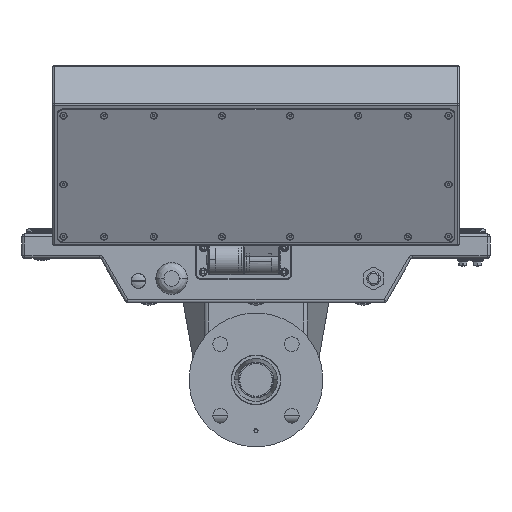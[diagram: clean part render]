
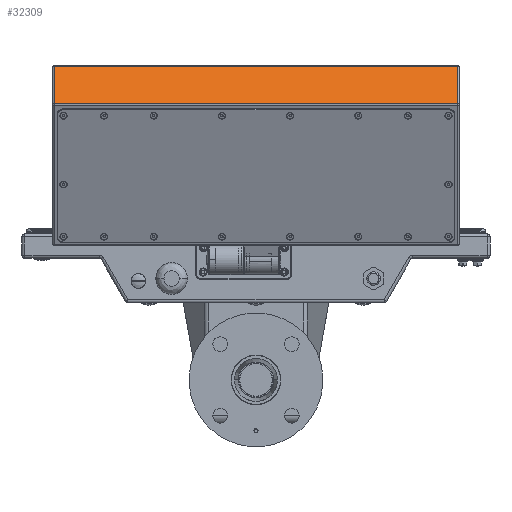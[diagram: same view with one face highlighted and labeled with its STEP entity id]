
A CAD part, front view. The second image highlights one B-rep face of the part: STEP entity #32309.
In plain terms, the highlighted planar face has unit normal (0, -0.848, 0.53).
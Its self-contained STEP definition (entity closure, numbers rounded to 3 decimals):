
#20982=DIRECTION('',(0.,0.53,0.848));
#20983=VECTOR('',#20982,53.942);
#20984=CARTESIAN_POINT('',(248.3,-429.142,154.303));
#20985=LINE('',#20984,#20983);
#21005=DIRECTION('',(1.,0.,0.));
#21006=VECTOR('',#21005,496.6);
#21007=CARTESIAN_POINT('',(-248.3,-429.142,154.303));
#21008=LINE('',#21007,#21006);
#21898=DIRECTION('',(-1.,0.,0.));
#21899=VECTOR('',#21898,496.6);
#21900=CARTESIAN_POINT('',(248.3,-400.557,200.048));
#21901=LINE('',#21900,#21899);
#22328=DIRECTION('',(0.,-0.53,-0.848));
#22329=VECTOR('',#22328,53.942);
#22330=CARTESIAN_POINT('',(-248.3,-400.557,200.048));
#22331=LINE('',#22330,#22329);
#28508=CARTESIAN_POINT('',(248.3,-429.142,154.303));
#28509=VERTEX_POINT('',#28508);
#28510=CARTESIAN_POINT('',(248.3,-400.557,200.048));
#28511=VERTEX_POINT('',#28510);
#28516=CARTESIAN_POINT('',(-248.3,-429.142,154.303));
#28517=VERTEX_POINT('',#28516);
#28540=CARTESIAN_POINT('',(-248.3,-400.557,200.048));
#28541=VERTEX_POINT('',#28540);
#32297=CARTESIAN_POINT('',(-250.8,-398.117,203.953));
#32298=DIRECTION('',(0.,-0.848,0.53));
#32299=DIRECTION('',(0.,-0.53,-0.848));
#32300=AXIS2_PLACEMENT_3D('',#32297,#32298,#32299);
#32301=PLANE('',#32300);
#32302=ORIENTED_EDGE('',*,*,#29662,.F.);
#32303=ORIENTED_EDGE('',*,*,#29704,.F.);
#32305=ORIENTED_EDGE('',*,*,#32304,.F.);
#32306=ORIENTED_EDGE('',*,*,#31414,.F.);
#32307=EDGE_LOOP('',(#32302,#32303,#32305,#32306));
#32308=FACE_OUTER_BOUND('',#32307,.F.);
#32309=ADVANCED_FACE('',(#32308),#32301,.T.);
#29662=EDGE_CURVE('',#28509,#28511,#20985,.T.);
#29704=EDGE_CURVE('',#28517,#28509,#21008,.T.);
#31414=EDGE_CURVE('',#28511,#28541,#21901,.T.);
#32304=EDGE_CURVE('',#28541,#28517,#22331,.T.);
